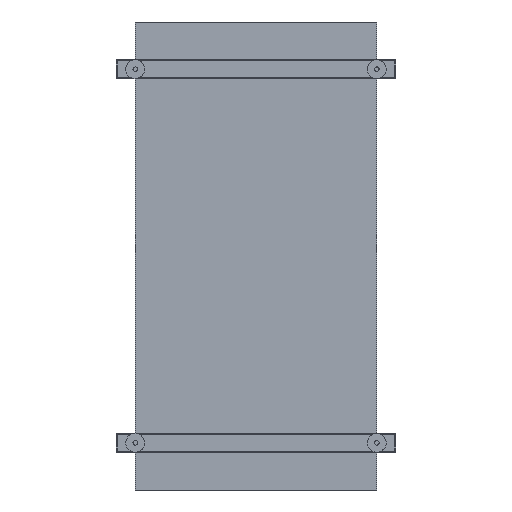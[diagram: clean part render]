
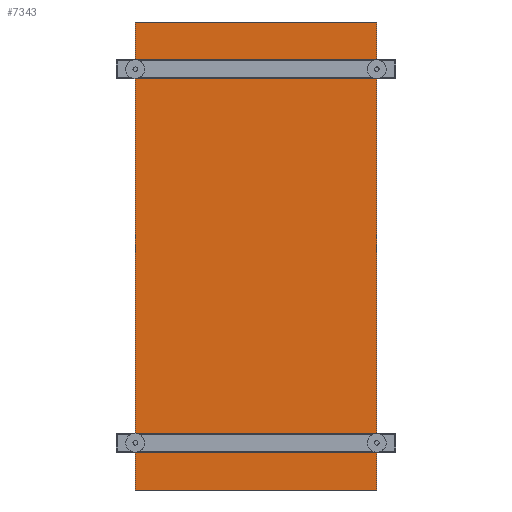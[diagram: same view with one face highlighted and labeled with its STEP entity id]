
A CAD part, front view. The second image highlights one B-rep face of the part: STEP entity #7343.
In plain terms, the highlighted free-form (B-spline) face has degree [1, 1] with [2, 2] control points.
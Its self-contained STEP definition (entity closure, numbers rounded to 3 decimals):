
#7245 = VERTEX_POINT('',#7246);
#7246 = CARTESIAN_POINT('',(23.03,170.425,
    57.576));
#7251 = EDGE_CURVE('',#7252,#7245,#7254,.T.);
#7252 = VERTEX_POINT('',#7253);
#7253 = CARTESIAN_POINT('',(317.82,170.425,
    57.576));
#7254 = B_SPLINE_CURVE_WITH_KNOTS('',1,(#7255,#7256),.UNSPECIFIED.,.F.,
  .F.,(2,2),(0.,320.),.PIECEWISE_BEZIER_KNOTS.);
#7255 = CARTESIAN_POINT('',(317.82,170.425,
    57.576));
#7256 = CARTESIAN_POINT('',(23.03,170.425,
    57.576));
#7279 = EDGE_CURVE('',#7280,#7252,#7282,.T.);
#7280 = VERTEX_POINT('',#7281);
#7281 = CARTESIAN_POINT('',(317.82,170.425,
    -513.578));
#7282 = B_SPLINE_CURVE_WITH_KNOTS('',1,(#7283,#7284),.UNSPECIFIED.,.F.,
  .F.,(2,2),(0.,620.),.PIECEWISE_BEZIER_KNOTS.);
#7283 = CARTESIAN_POINT('',(317.82,170.425,
    -513.578));
#7284 = CARTESIAN_POINT('',(317.82,170.425,
    57.576));
#7307 = EDGE_CURVE('',#7308,#7280,#7310,.T.);
#7308 = VERTEX_POINT('',#7309);
#7309 = CARTESIAN_POINT('',(23.03,170.425,
    -513.578));
#7310 = B_SPLINE_CURVE_WITH_KNOTS('',1,(#7311,#7312),.UNSPECIFIED.,.F.,
  .F.,(2,2),(0.,320.),.PIECEWISE_BEZIER_KNOTS.);
#7311 = CARTESIAN_POINT('',(23.03,170.425,
    -513.578));
#7312 = CARTESIAN_POINT('',(317.82,170.425,
    -513.578));
#7333 = EDGE_CURVE('',#7245,#7308,#7334,.T.);
#7334 = B_SPLINE_CURVE_WITH_KNOTS('',1,(#7335,#7336),.UNSPECIFIED.,.F.,
  .F.,(2,2),(0.,620.),.PIECEWISE_BEZIER_KNOTS.);
#7335 = CARTESIAN_POINT('',(23.03,170.425,
    57.576));
#7336 = CARTESIAN_POINT('',(23.03,170.425,
    -513.578));
#7343 = ADVANCED_FACE('',(#7344),#7350,.T.);
#7344 = FACE_BOUND('',#7345,.T.);
#7345 = EDGE_LOOP('',(#7346,#7347,#7348,#7349));
#7346 = ORIENTED_EDGE('',*,*,#7333,.T.);
#7347 = ORIENTED_EDGE('',*,*,#7307,.T.);
#7348 = ORIENTED_EDGE('',*,*,#7279,.T.);
#7349 = ORIENTED_EDGE('',*,*,#7251,.T.);
#7350 = B_SPLINE_SURFACE_WITH_KNOTS('',1,1,(
    (#7351,#7352)
    ,(#7353,#7354
    )),.UNSPECIFIED.,.F.,.F.,.F.,(2,2),(2,2),(-160.,160.),(-310.,310.),
  .PIECEWISE_BEZIER_KNOTS.);
#7351 = CARTESIAN_POINT('',(317.82,170.425,
    57.576));
#7352 = CARTESIAN_POINT('',(317.82,170.425,
    -513.578));
#7353 = CARTESIAN_POINT('',(23.03,170.425,
    57.576));
#7354 = CARTESIAN_POINT('',(23.03,170.425,
    -513.578));
